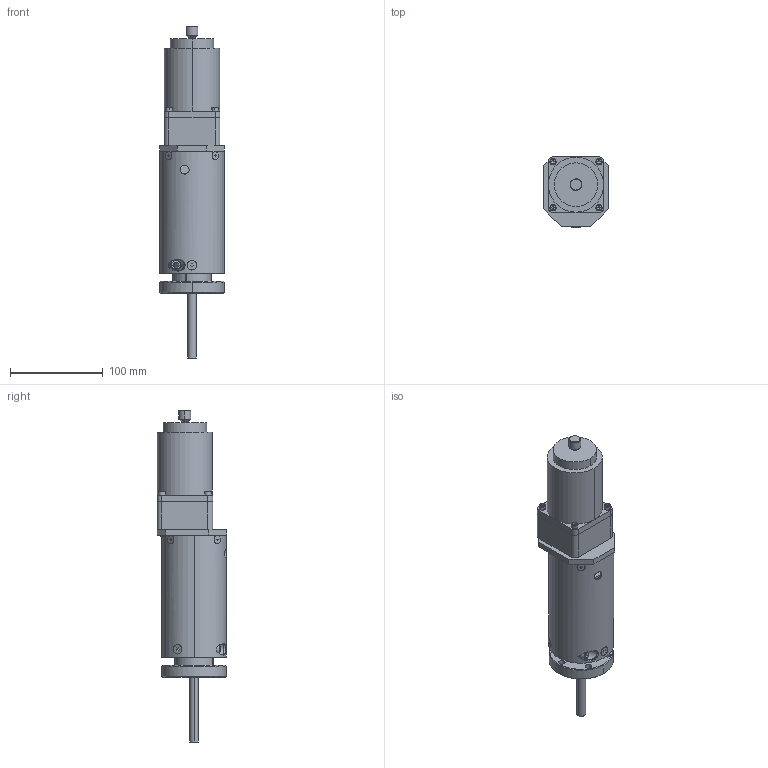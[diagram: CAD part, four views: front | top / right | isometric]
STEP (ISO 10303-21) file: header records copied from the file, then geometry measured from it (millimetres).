
FILE_DESCRIPTION (( 'STEP AP214' ), '1' );
FILE_NAME ('A60283NW-19, FRMRE-275-38_SCC_CL.STEP', '2015-12-21T19:02:18', ( 'My Thermionics' ), ( '' ), 'SwSTEP 2.0', 'SolidWorks 2010', '' );
FILE_SCHEMA (( 'AUTOMOTIVE_DESIGN' ));
Length unit declared in the file: inch
Products named in the file (1): A60283NW-19, FRMRE-275-38_SCC_CL
Bounding box: 69.85 x 75.31 x 357.86 mm (x, y, z)
Surface area: 140500.2 mm2 (no closed solid volume)
Topology: 0 solids, 38 shells, 294 faces, 899 edges, 608 vertices
Faces by surface type: plane 120, cylinder 111, cone 59, torus 4
Entity records: 15152 total; most frequent: CARTESIAN_POINT 3241, DIRECTION 1782, ORIENTED_EDGE 1404, EDGE_CURVE 879, AXIS2_PLACEMENT_3D 663, VERTEX_POINT 608, LINE 456, VECTOR 456
